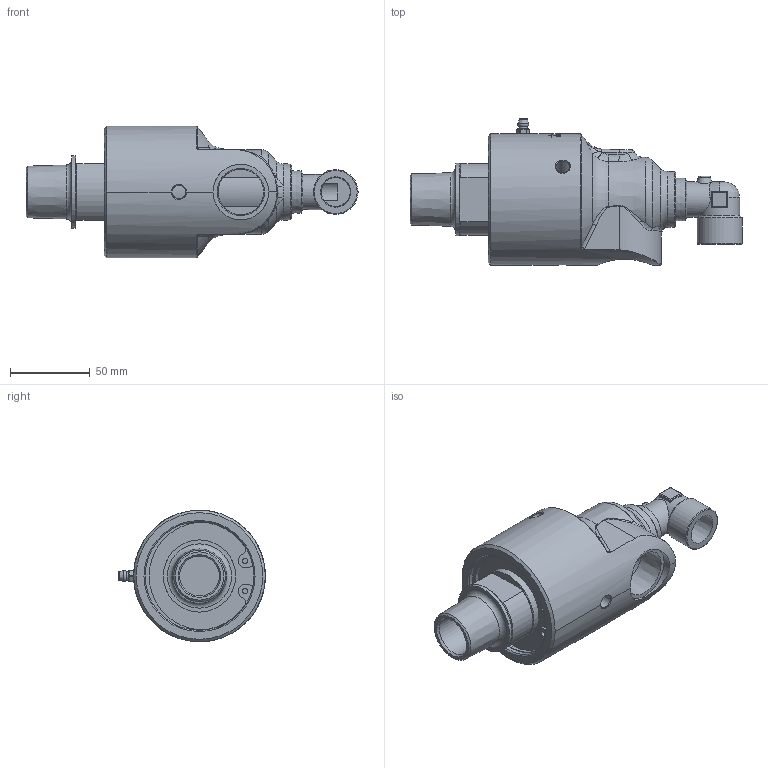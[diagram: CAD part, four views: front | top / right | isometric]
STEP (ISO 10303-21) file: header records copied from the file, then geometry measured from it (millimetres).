
FILE_DESCRIPTION(/* description */ (''),/* implementation_level */ '2;1');
FILE_NAME(/* name */ '355-000-003083-IC.stp',/* time_stamp */ '2020-05-17T18:19:46-05:00',/* author */ ('Moorera'),/* organization */ (''),/* preprocessor_version */ 'ST-DEVELOPER v18.1',/* originating_system */ 'Autodesk Inventor 2020',/* authorisation */ '');
FILE_SCHEMA (('AUTOMOTIVE_DESIGN { 1 0 10303 214 3 1 1 }'));
Length unit declared in the file: millimetre
Products named in the file (1): 355-000-003083-IC
Bounding box: 208.24 x 92.01 x 82.6 mm (x, y, z)
Volume: 489768.9 mm3; surface area: 60805.1 mm2
Topology: 1 solids, 2 shells, 568 faces, 1508 edges, 995 vertices
Faces by surface type: bspline 287, plane 128, cylinder 92, cone 46, torus 12, sphere 3
Full cylindrical faces by diameter (mm): 2.005 x1, 3.444 x2, 3.5 x1, 5.359 x1, 8.6 x3, 14.5 x1, 17.4 x1, 18.25 x1, 22 x1, 25 x1, 28 x1, 28.575 x1, 34.9 x1, 45.3 x2, 68.1 x1
Entity records: 30383 total; most frequent: CARTESIAN_POINT 17498, ORIENTED_EDGE 3010, DIRECTION 1973, EDGE_CURVE 1505, VERTEX_POINT 995, AXIS2_PLACEMENT_3D 751, EDGE_LOOP 624, FACE_OUTER_BOUND 568
